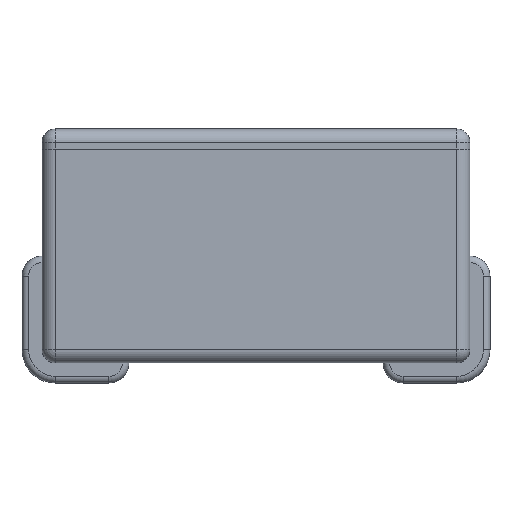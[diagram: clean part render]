
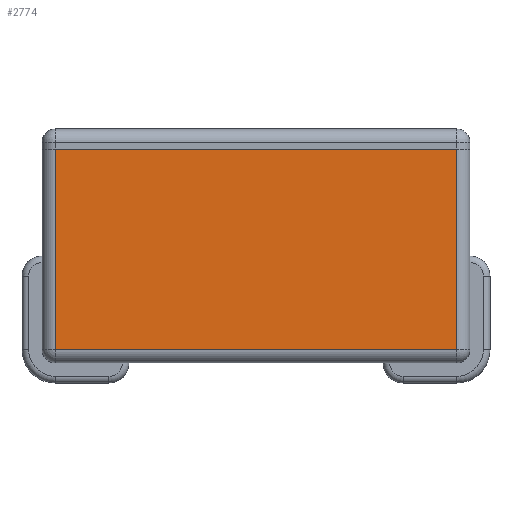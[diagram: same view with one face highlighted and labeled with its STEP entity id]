
A CAD part, front view. The second image highlights one B-rep face of the part: STEP entity #2774.
In plain terms, the highlighted planar face has unit normal (0, -1, 0).
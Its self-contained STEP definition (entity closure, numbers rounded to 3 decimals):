
#1475 = PLANE('',#1476);
#1476 = AXIS2_PLACEMENT_3D('',#1477,#1478,#1479);
#1477 = CARTESIAN_POINT('',(0.,0.,1.6));
#1478 = DIRECTION('',(0.,0.,1.));
#1479 = DIRECTION('',(1.,0.,0.));
#1822 = VERTEX_POINT('',#1823);
#1823 = CARTESIAN_POINT('',(-1.5,-1.4,1.6));
#1838 = CYLINDRICAL_SURFACE('',#1839,0.1);
#1839 = AXIS2_PLACEMENT_3D('',#1840,#1841,#1842);
#1840 = CARTESIAN_POINT('',(-1.5,-1.3,0.));
#1841 = DIRECTION('',(0.,0.,1.));
#1842 = DIRECTION('',(-1.,0.,0.));
#1850 = EDGE_CURVE('',#1851,#1822,#1853,.T.);
#1851 = VERTEX_POINT('',#1852);
#1852 = CARTESIAN_POINT('',(1.5,-1.4,1.6));
#1853 = SURFACE_CURVE('',#1854,(#1858,#1865),.PCURVE_S1.);
#1854 = LINE('',#1855,#1856);
#1855 = CARTESIAN_POINT('',(1.6,-1.4,1.6));
#1856 = VECTOR('',#1857,1.);
#1857 = DIRECTION('',(-1.,0.,0.));
#1858 = PCURVE('',#1475,#1859);
#1859 = DEFINITIONAL_REPRESENTATION('',(#1860),#1864);
#1860 = LINE('',#1861,#1862);
#1861 = CARTESIAN_POINT('',(1.6,-1.4));
#1862 = VECTOR('',#1863,1.);
#1863 = DIRECTION('',(-1.,0.));
#1864 = ( GEOMETRIC_REPRESENTATION_CONTEXT(2) 
PARAMETRIC_REPRESENTATION_CONTEXT() REPRESENTATION_CONTEXT('2D SPACE',''
  ) );
#1865 = PCURVE('',#1866,#1871);
#1866 = PLANE('',#1867);
#1867 = AXIS2_PLACEMENT_3D('',#1868,#1869,#1870);
#1868 = CARTESIAN_POINT('',(1.6,-1.4,0.));
#1869 = DIRECTION('',(0.,-1.,0.));
#1870 = DIRECTION('',(-1.,0.,0.));
#1871 = DEFINITIONAL_REPRESENTATION('',(#1872),#1876);
#1872 = LINE('',#1873,#1874);
#1873 = CARTESIAN_POINT('',(0.,-1.6));
#1874 = VECTOR('',#1875,1.);
#1875 = DIRECTION('',(1.,0.));
#1876 = ( GEOMETRIC_REPRESENTATION_CONTEXT(2) 
PARAMETRIC_REPRESENTATION_CONTEXT() REPRESENTATION_CONTEXT('2D SPACE',''
  ) );
#1899 = CYLINDRICAL_SURFACE('',#1900,0.1);
#1900 = AXIS2_PLACEMENT_3D('',#1901,#1902,#1903);
#1901 = CARTESIAN_POINT('',(1.5,-1.3,0.));
#1902 = DIRECTION('',(0.,0.,1.));
#1903 = DIRECTION('',(1.,0.,0.));
#2600 = VERTEX_POINT('',#2601);
#2601 = CARTESIAN_POINT('',(1.5,-1.4,0.1));
#2628 = EDGE_CURVE('',#2600,#1851,#2629,.T.);
#2629 = SURFACE_CURVE('',#2630,(#2634,#2641),.PCURVE_S1.);
#2630 = LINE('',#2631,#2632);
#2631 = CARTESIAN_POINT('',(1.5,-1.4,0.));
#2632 = VECTOR('',#2633,1.);
#2633 = DIRECTION('',(0.,0.,1.));
#2634 = PCURVE('',#1899,#2635);
#2635 = DEFINITIONAL_REPRESENTATION('',(#2636),#2640);
#2636 = LINE('',#2637,#2638);
#2637 = CARTESIAN_POINT('',(-1.571,0.));
#2638 = VECTOR('',#2639,1.);
#2639 = DIRECTION('',(-0.,1.));
#2640 = ( GEOMETRIC_REPRESENTATION_CONTEXT(2) 
PARAMETRIC_REPRESENTATION_CONTEXT() REPRESENTATION_CONTEXT('2D SPACE',''
  ) );
#2641 = PCURVE('',#1866,#2642);
#2642 = DEFINITIONAL_REPRESENTATION('',(#2643),#2647);
#2643 = LINE('',#2644,#2645);
#2644 = CARTESIAN_POINT('',(0.1,0.));
#2645 = VECTOR('',#2646,1.);
#2646 = DIRECTION('',(0.,-1.));
#2647 = ( GEOMETRIC_REPRESENTATION_CONTEXT(2) 
PARAMETRIC_REPRESENTATION_CONTEXT() REPRESENTATION_CONTEXT('2D SPACE',''
  ) );
#2774 = ADVANCED_FACE('',(#2775),#1866,.T.);
#2775 = FACE_BOUND('',#2776,.T.);
#2776 = EDGE_LOOP('',(#2777,#2778,#2801,#2827));
#2777 = ORIENTED_EDGE('',*,*,#1850,.T.);
#2778 = ORIENTED_EDGE('',*,*,#2779,.F.);
#2779 = EDGE_CURVE('',#2780,#1822,#2782,.T.);
#2780 = VERTEX_POINT('',#2781);
#2781 = CARTESIAN_POINT('',(-1.5,-1.4,0.1));
#2782 = SURFACE_CURVE('',#2783,(#2787,#2794),.PCURVE_S1.);
#2783 = LINE('',#2784,#2785);
#2784 = CARTESIAN_POINT('',(-1.5,-1.4,0.));
#2785 = VECTOR('',#2786,1.);
#2786 = DIRECTION('',(0.,0.,1.));
#2787 = PCURVE('',#1866,#2788);
#2788 = DEFINITIONAL_REPRESENTATION('',(#2789),#2793);
#2789 = LINE('',#2790,#2791);
#2790 = CARTESIAN_POINT('',(3.1,0.));
#2791 = VECTOR('',#2792,1.);
#2792 = DIRECTION('',(0.,-1.));
#2793 = ( GEOMETRIC_REPRESENTATION_CONTEXT(2) 
PARAMETRIC_REPRESENTATION_CONTEXT() REPRESENTATION_CONTEXT('2D SPACE',''
  ) );
#2794 = PCURVE('',#1838,#2795);
#2795 = DEFINITIONAL_REPRESENTATION('',(#2796),#2800);
#2796 = LINE('',#2797,#2798);
#2797 = CARTESIAN_POINT('',(1.571,0.));
#2798 = VECTOR('',#2799,1.);
#2799 = DIRECTION('',(0.,1.));
#2800 = ( GEOMETRIC_REPRESENTATION_CONTEXT(2) 
PARAMETRIC_REPRESENTATION_CONTEXT() REPRESENTATION_CONTEXT('2D SPACE',''
  ) );
#2801 = ORIENTED_EDGE('',*,*,#2802,.F.);
#2802 = EDGE_CURVE('',#2600,#2780,#2803,.T.);
#2803 = SURFACE_CURVE('',#2804,(#2808,#2815),.PCURVE_S1.);
#2804 = LINE('',#2805,#2806);
#2805 = CARTESIAN_POINT('',(1.6,-1.4,0.1));
#2806 = VECTOR('',#2807,1.);
#2807 = DIRECTION('',(-1.,0.,0.));
#2808 = PCURVE('',#1866,#2809);
#2809 = DEFINITIONAL_REPRESENTATION('',(#2810),#2814);
#2810 = LINE('',#2811,#2812);
#2811 = CARTESIAN_POINT('',(0.,-0.1));
#2812 = VECTOR('',#2813,1.);
#2813 = DIRECTION('',(1.,0.));
#2814 = ( GEOMETRIC_REPRESENTATION_CONTEXT(2) 
PARAMETRIC_REPRESENTATION_CONTEXT() REPRESENTATION_CONTEXT('2D SPACE',''
  ) );
#2815 = PCURVE('',#2816,#2821);
#2816 = CYLINDRICAL_SURFACE('',#2817,0.1);
#2817 = AXIS2_PLACEMENT_3D('',#2818,#2819,#2820);
#2818 = CARTESIAN_POINT('',(1.6,-1.3,0.1));
#2819 = DIRECTION('',(-1.,0.,0.));
#2820 = DIRECTION('',(0.,0.,-1.));
#2821 = DEFINITIONAL_REPRESENTATION('',(#2822),#2826);
#2822 = LINE('',#2823,#2824);
#2823 = CARTESIAN_POINT('',(1.571,0.));
#2824 = VECTOR('',#2825,1.);
#2825 = DIRECTION('',(0.,1.));
#2826 = ( GEOMETRIC_REPRESENTATION_CONTEXT(2) 
PARAMETRIC_REPRESENTATION_CONTEXT() REPRESENTATION_CONTEXT('2D SPACE',''
  ) );
#2827 = ORIENTED_EDGE('',*,*,#2628,.T.);
